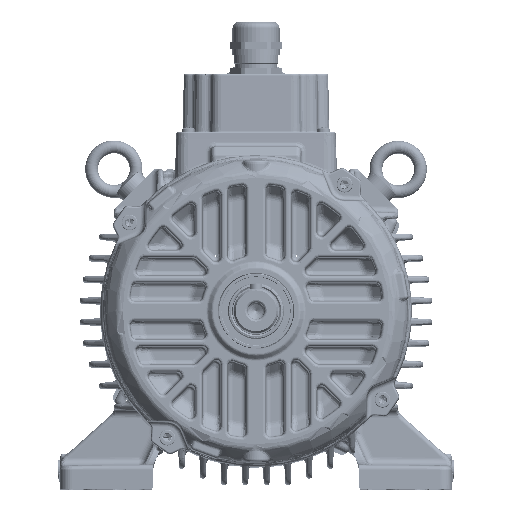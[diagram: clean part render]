
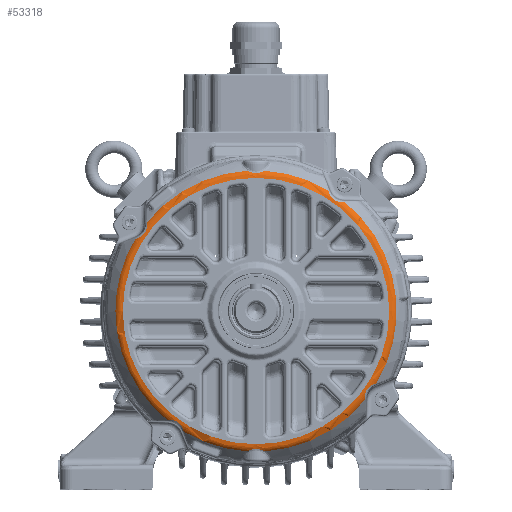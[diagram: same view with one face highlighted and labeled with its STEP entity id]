
A CAD part, top view. The second image highlights one B-rep face of the part: STEP entity #53318.
In plain terms, the highlighted toroidal (fillet/blend) face has major radius 83.702 mm and minor radius 6 mm.
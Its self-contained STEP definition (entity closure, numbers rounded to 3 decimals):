
#39873=B_SPLINE_CURVE_WITH_KNOTS('',3,(#244632,#244633,#244634,#244635,
#244636,#244637,#244638,#244639,#244640,#244641),.UNSPECIFIED.,.F.,.F.,
(4,2,2,2,4),(0.,0.25,0.5,0.75,1.),.UNSPECIFIED.);
#39899=B_SPLINE_CURVE_WITH_KNOTS('',3,(#245104,#245105,#245106,#245107,
#245108,#245109,#245110,#245111,#245112,#245113),.UNSPECIFIED.,.F.,.F.,
(4,2,2,2,4),(0.,0.25,0.5,0.75,1.),.UNSPECIFIED.);
#40369=B_SPLINE_CURVE_WITH_KNOTS('',3,(#252587,#252588,#252589,#252590,
#252591,#252592,#252593,#252594,#252595,#252596),.UNSPECIFIED.,.F.,.F.,
(4,2,2,2,4),(0.,0.25,0.5,0.75,1.),.UNSPECIFIED.);
#40637=B_SPLINE_CURVE_WITH_KNOTS('',3,(#257519,#257520,#257521,#257522,
#257523,#257524,#257525,#257526),.UNSPECIFIED.,.F.,.F.,(4,2,2,4),(0.,0.25,
0.5,1.),.UNSPECIFIED.);
#40638=B_SPLINE_CURVE_WITH_KNOTS('',3,(#257527,#257528,#257529,#257530,
#257531,#257532,#257533,#257534,#257535,#257536),.UNSPECIFIED.,.F.,.F.,
(4,2,2,2,4),(0.,0.25,0.5,0.75,1.),.UNSPECIFIED.);
#40639=B_SPLINE_CURVE_WITH_KNOTS('',3,(#257537,#257538,#257539,#257540,
#257541,#257542,#257543,#257544),.UNSPECIFIED.,.F.,.F.,(4,2,2,4),(0.,0.25,
0.5,1.),.UNSPECIFIED.);
#47810=TOROIDAL_SURFACE('',#126139,83.702,6.);
#53318=ADVANCED_FACE('',(#54652,#54653),#47810,.T.);
#54652=FACE_BOUND('',#60376,.T.);
#54653=FACE_BOUND('',#60377,.T.);
#60376=EDGE_LOOP('',(#85986));
#60377=EDGE_LOOP('',(#85987,#85988,#85989,#85990,#85991,#85992,#85993,#85994,
#85995,#85996,#85997,#85998));
#85986=ORIENTED_EDGE('',*,*,#111052,.T.);
#85987=ORIENTED_EDGE('',*,*,#110546,.F.);
#85988=ORIENTED_EDGE('',*,*,#109043,.T.);
#85989=ORIENTED_EDGE('',*,*,#109280,.F.);
#85990=ORIENTED_EDGE('',*,*,#108934,.T.);
#85991=ORIENTED_EDGE('',*,*,#109262,.F.);
#85992=ORIENTED_EDGE('',*,*,#111108,.T.);
#85993=ORIENTED_EDGE('',*,*,#110538,.F.);
#85994=ORIENTED_EDGE('',*,*,#111109,.T.);
#85995=ORIENTED_EDGE('',*,*,#109143,.F.);
#85996=ORIENTED_EDGE('',*,*,#110356,.T.);
#85997=ORIENTED_EDGE('',*,*,#109146,.F.);
#85998=ORIENTED_EDGE('',*,*,#111110,.T.);
#95337=VERTEX_POINT('',#244617);
#95340=VERTEX_POINT('',#244631);
#95441=VERTEX_POINT('',#245090);
#95443=VERTEX_POINT('',#245103);
#95531=VERTEX_POINT('',#245624);
#95532=VERTEX_POINT('',#245626);
#95534=VERTEX_POINT('',#245641);
#95535=VERTEX_POINT('',#245642);
#95636=VERTEX_POINT('',#246428);
#96315=VERTEX_POINT('',#251989);
#96442=VERTEX_POINT('',#253896);
#96445=VERTEX_POINT('',#253939);
#96616=VERTEX_POINT('',#257234);
#108934=EDGE_CURVE('',#95337,#95340,#39873,.T.);
#109043=EDGE_CURVE('',#95441,#95443,#39899,.T.);
#109143=EDGE_CURVE('',#95531,#95532,#115978,.T.);
#109146=EDGE_CURVE('',#95534,#95535,#115979,.T.);
#109262=EDGE_CURVE('',#95636,#95340,#116019,.T.);
#109280=EDGE_CURVE('',#95337,#95443,#116023,.T.);
#110356=EDGE_CURVE('',#95531,#95535,#40369,.T.);
#110538=EDGE_CURVE('',#96315,#96442,#116592,.T.);
#110546=EDGE_CURVE('',#95441,#96445,#116594,.T.);
#111052=EDGE_CURVE('',#96616,#96616,#116785,.T.);
#111108=EDGE_CURVE('',#95636,#96442,#40637,.T.);
#111109=EDGE_CURVE('',#96315,#95532,#40638,.T.);
#111110=EDGE_CURVE('',#95534,#96445,#40639,.T.);
#115978=CIRCLE('',#124790,88.298);
#115979=CIRCLE('',#124792,88.298);
#116019=CIRCLE('',#124848,88.298);
#116023=CIRCLE('',#124853,88.298);
#116592=CIRCLE('',#125737,88.298);
#116594=CIRCLE('',#125741,88.298);
#116785=CIRCLE('',#126095,83.702);
#124790=AXIS2_PLACEMENT_3D('',#245625,#144874,#144875);
#124792=AXIS2_PLACEMENT_3D('',#245640,#144878,#144879);
#124848=AXIS2_PLACEMENT_3D('',#246427,#145001,#145002);
#124853=AXIS2_PLACEMENT_3D('',#246516,#145011,#145012);
#125737=AXIS2_PLACEMENT_3D('',#253895,#146959,#146960);
#125741=AXIS2_PLACEMENT_3D('',#253938,#146967,#146968);
#126095=AXIS2_PLACEMENT_3D('',#257233,#147766,#147767);
#126139=AXIS2_PLACEMENT_3D('',#257545,#147876,#147877);
#144874=DIRECTION('',(0.,0.,-1.));
#144875=DIRECTION('',(-1.,0.,0.));
#144878=DIRECTION('',(0.,0.,-1.));
#144879=DIRECTION('',(-1.,0.,0.));
#145001=DIRECTION('',(0.,0.,-1.));
#145002=DIRECTION('',(-1.,0.,0.));
#145011=DIRECTION('',(0.,0.,-1.));
#145012=DIRECTION('',(-1.,0.,0.));
#146959=DIRECTION('',(0.,0.,-1.));
#146960=DIRECTION('',(-1.,0.,0.));
#146967=DIRECTION('',(0.,0.,-1.));
#146968=DIRECTION('',(-1.,0.,0.));
#147766=DIRECTION('',(0.,0.,-1.));
#147767=DIRECTION('',(-1.,0.,0.));
#147876=DIRECTION('',(0.,0.,-1.));
#147877=DIRECTION('',(-1.,0.,0.));
#244617=CARTESIAN_POINT('',(55.653,68.552,-10.143));
#244631=CARTESIAN_POINT('',(45.384,75.743,-10.143));
#244632=CARTESIAN_POINT('',(55.653,68.552,-10.143));
#244633=CARTESIAN_POINT('',(54.722,68.423,-9.325));
#244634=CARTESIAN_POINT('',(53.533,68.382,-8.847));
#244635=CARTESIAN_POINT('',(51.176,68.783,-8.318));
#244636=CARTESIAN_POINT('',(49.983,69.237,-8.241));
#244637=CARTESIAN_POINT('',(47.971,70.645,-8.24));
#244638=CARTESIAN_POINT('',(47.131,71.617,-8.319));
#244639=CARTESIAN_POINT('',(45.951,73.687,-8.846));
#244640=CARTESIAN_POINT('',(45.581,74.824,-9.325));
#244641=CARTESIAN_POINT('',(45.384,75.743,-10.143));
#245090=CARTESIAN_POINT('',(68.552,-55.653,-10.143));
#245103=CARTESIAN_POINT('',(75.743,-45.384,-10.143));
#245104=CARTESIAN_POINT('',(68.552,-55.653,-10.143));
#245105=CARTESIAN_POINT('',(68.423,-54.722,-9.325));
#245106=CARTESIAN_POINT('',(68.382,-53.533,-8.847));
#245107=CARTESIAN_POINT('',(68.783,-51.176,-8.318));
#245108=CARTESIAN_POINT('',(69.237,-49.983,-8.241));
#245109=CARTESIAN_POINT('',(70.645,-47.971,-8.24));
#245110=CARTESIAN_POINT('',(71.617,-47.131,-8.319));
#245111=CARTESIAN_POINT('',(73.687,-45.951,-8.846));
#245112=CARTESIAN_POINT('',(74.824,-45.581,-9.325));
#245113=CARTESIAN_POINT('',(75.743,-45.384,-10.143));
#245624=CARTESIAN_POINT('',(-55.653,-68.552,-10.143));
#245625=CARTESIAN_POINT('',(0.,0.,-10.143));
#245626=CARTESIAN_POINT('',(-75.743,45.384,-10.143));
#245640=CARTESIAN_POINT('',(0.,0.,-10.143));
#245641=CARTESIAN_POINT('',(-5.862,-88.104,-10.143));
#245642=CARTESIAN_POINT('',(-45.384,-75.743,-10.143));
#246427=CARTESIAN_POINT('',(0.,0.,-10.143));
#246428=CARTESIAN_POINT('',(5.862,88.104,-10.143));
#246516=CARTESIAN_POINT('',(0.,0.,-10.143));
#251989=CARTESIAN_POINT('',(-68.552,55.653,-10.143));
#252587=CARTESIAN_POINT('',(-55.653,-68.552,-10.143));
#252588=CARTESIAN_POINT('',(-54.722,-68.423,-9.325));
#252589=CARTESIAN_POINT('',(-53.533,-68.382,-8.847));
#252590=CARTESIAN_POINT('',(-51.176,-68.783,-8.318));
#252591=CARTESIAN_POINT('',(-49.983,-69.237,-8.241));
#252592=CARTESIAN_POINT('',(-47.971,-70.645,-8.24));
#252593=CARTESIAN_POINT('',(-47.131,-71.617,-8.319));
#252594=CARTESIAN_POINT('',(-45.951,-73.687,-8.846));
#252595=CARTESIAN_POINT('',(-45.581,-74.824,-9.325));
#252596=CARTESIAN_POINT('',(-45.384,-75.743,-10.143));
#253895=CARTESIAN_POINT('',(0.,0.,-10.143));
#253896=CARTESIAN_POINT('',(-5.862,88.104,-10.143));
#253938=CARTESIAN_POINT('',(0.,0.,-10.143));
#253939=CARTESIAN_POINT('',(5.862,-88.104,-10.143));
#257233=CARTESIAN_POINT('',(0.,0.,-8.));
#257234=CARTESIAN_POINT('',(-83.702,0.,-8.));
#257519=CARTESIAN_POINT('',(5.862,88.104,-10.143));
#257520=CARTESIAN_POINT('',(4.979,87.768,-9.674));
#257521=CARTESIAN_POINT('',(4.057,87.411,-9.338));
#257522=CARTESIAN_POINT('',(2.098,86.825,-8.873));
#257523=CARTESIAN_POINT('',(1.052,86.607,-8.75));
#257524=CARTESIAN_POINT('',(-2.094,86.606,-8.75));
#257525=CARTESIAN_POINT('',(-4.097,87.433,-9.206));
#257526=CARTESIAN_POINT('',(-5.862,88.104,-10.143));
#257527=CARTESIAN_POINT('',(-68.552,55.653,-10.143));
#257528=CARTESIAN_POINT('',(-68.423,54.722,-9.325));
#257529=CARTESIAN_POINT('',(-68.382,53.533,-8.847));
#257530=CARTESIAN_POINT('',(-68.783,51.176,-8.318));
#257531=CARTESIAN_POINT('',(-69.237,49.983,-8.241));
#257532=CARTESIAN_POINT('',(-70.645,47.971,-8.24));
#257533=CARTESIAN_POINT('',(-71.617,47.131,-8.319));
#257534=CARTESIAN_POINT('',(-73.687,45.951,-8.846));
#257535=CARTESIAN_POINT('',(-74.824,45.581,-9.325));
#257536=CARTESIAN_POINT('',(-75.743,45.384,-10.143));
#257537=CARTESIAN_POINT('',(-5.862,-88.104,-10.143));
#257538=CARTESIAN_POINT('',(-4.979,-87.768,-9.674));
#257539=CARTESIAN_POINT('',(-4.057,-87.411,-9.338));
#257540=CARTESIAN_POINT('',(-2.098,-86.825,-8.873));
#257541=CARTESIAN_POINT('',(-1.052,-86.607,-8.75));
#257542=CARTESIAN_POINT('',(2.094,-86.606,-8.75));
#257543=CARTESIAN_POINT('',(4.097,-87.433,-9.206));
#257544=CARTESIAN_POINT('',(5.862,-88.104,-10.143));
#257545=CARTESIAN_POINT('',(0.,0.,-14.));
